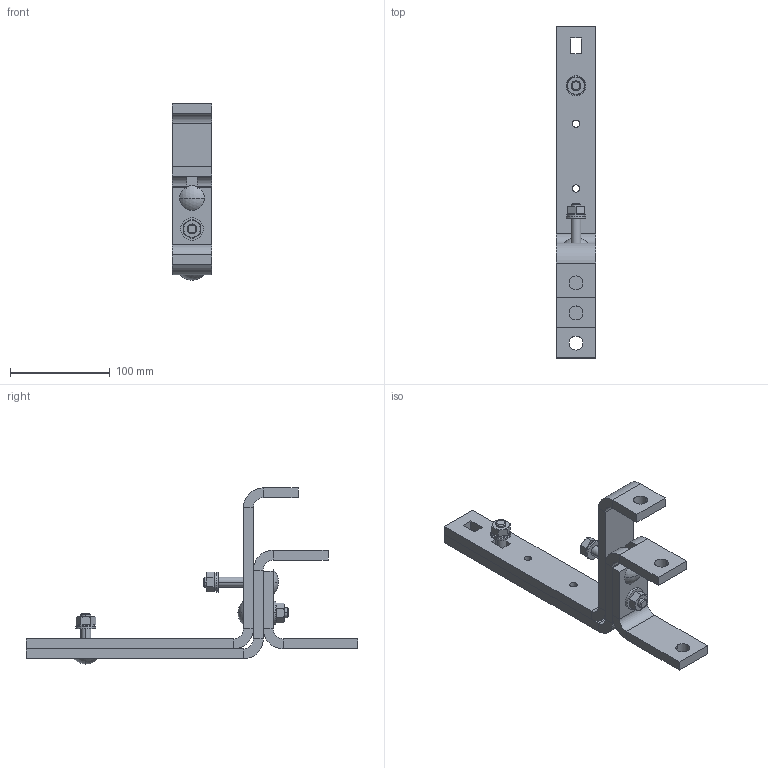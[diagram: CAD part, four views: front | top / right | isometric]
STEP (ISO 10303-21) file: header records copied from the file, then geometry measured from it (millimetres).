
FILE_DESCRIPTION(('STEP AP214'),'1');
FILE_NAME('cctmp_69172DD2-4C21-490A-9151-16B323929541_2024_05_23_13_31_46_0300..stp','2024-05-23T11:31:46',('SIEMENS A&D'),('CADClick - www.CADClick.com'),'Spatial InterOp 3D',' ','unknown authorization');
FILE_SCHEMA(('AUTOMOTIVE_DESIGN'));
Length unit declared in the file: millimetre
Products named in the file (15): cc_unnamed; 2024_05_23_13_31_46_0284; 2024_05_23_13_31_46_0237; 2024_05_23_13_31_46_0206; 2024_05_23_13_31_46_0143; 2024_05_23_13_31_46_0112; 2024_05_23_13_31_46_0081; 2024_05_23_13_31_46_0050; 2024_05_23_13_31_45_0987; 2024_05_23_13_31_45_0956; 2024_05_23_13_31_45_0924; 2024_05_23_13_31_45_0893; 2024_05_23_13_31_45_0815; 2024_05_23_13_31_45_0784; 2024_05_23_13_31_45_0753
Assembly tree (14 placements, depth 2):
  cc_unnamed
    2024_05_23_13_31_46_0284
    2024_05_23_13_31_46_0237
    2024_05_23_13_31_46_0206
    2024_05_23_13_31_46_0143
    2024_05_23_13_31_46_0112
    2024_05_23_13_31_46_0081
    2024_05_23_13_31_46_0050
    2024_05_23_13_31_45_0987
    2024_05_23_13_31_45_0956
    2024_05_23_13_31_45_0924
    2024_05_23_13_31_45_0893
    2024_05_23_13_31_45_0815
    2024_05_23_13_31_45_0784
    2024_05_23_13_31_45_0753
Bounding box: 40 x 333 x 176.88 mm (x, y, z)
Volume: 381334.4 mm3; surface area: 115503.8 mm2
Topology: 14 solids, 14 shells, 256 faces, 586 edges, 365 vertices
Faces by surface type: plane 150, cylinder 64, cone 36, sphere 6
Entity records: 9730 total; most frequent: CARTESIAN_POINT 1366, DIRECTION 1268, ORIENTED_EDGE 1172, EDGE_CURVE 586, AXIS2_PLACEMENT_3D 447, LINE 374, VECTOR 374, VERTEX_POINT 365
